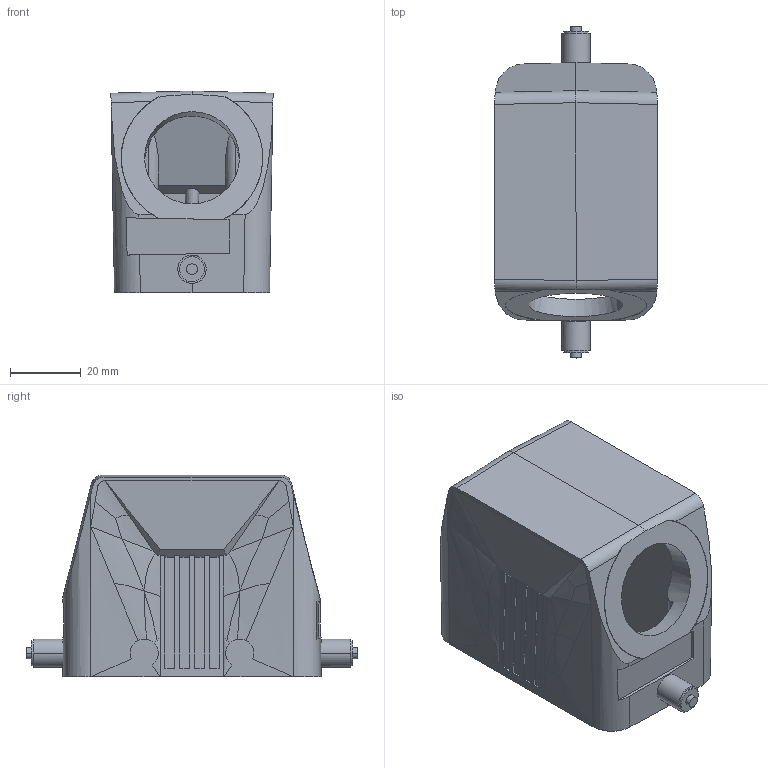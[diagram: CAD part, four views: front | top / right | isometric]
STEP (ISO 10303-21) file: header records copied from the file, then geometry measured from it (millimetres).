
FILE_DESCRIPTION(('Creo Elements/Direct Modeling STEP Export'),'2;1');
FILE_NAME('model.stp','2019-06-19T 6:10:07',(''),(''),'Creo Elements/Direct Modeling STEP processor for AP214 (Solid Model)','Creo Elements/Direct Modeling 20.1A 29-Sep-2018 (C) Parametric Technology GmbH','');
FILE_SCHEMA(('AUTOMOTIVE_DESIGN { 1 0 10303 214 1 1 1 1 }'));
Length unit declared in the file: millimetre
Products named in the file (2): HC_STA_B10_HLFS_1STP21_EL_AL-select
Assembly tree (1 placements, depth 2):
  HC_STA_B10_HLFS_1STP21_EL_AL-select
    HC_STA_B10_HLFS_1STP21_EL_AL-select
Bounding box: 45.8 x 93.75 x 57 mm (x, y, z)
Volume: 56121.8 mm3; surface area: 27902.3 mm2
Topology: 1 solids, 1 shells, 221 faces, 597 edges, 384 vertices
Faces by surface type: plane 117, cylinder 50, bspline 44, cone 10
Entity records: 30694 total; most frequent: CARTESIAN_POINT 23765, ORIENTED_EDGE 1178, DIRECTION 871, EDGE_CURVE 589, VECTOR 385, LINE 385, VERTEX_POINT 384, AXIS2_PLACEMENT_3D 243
